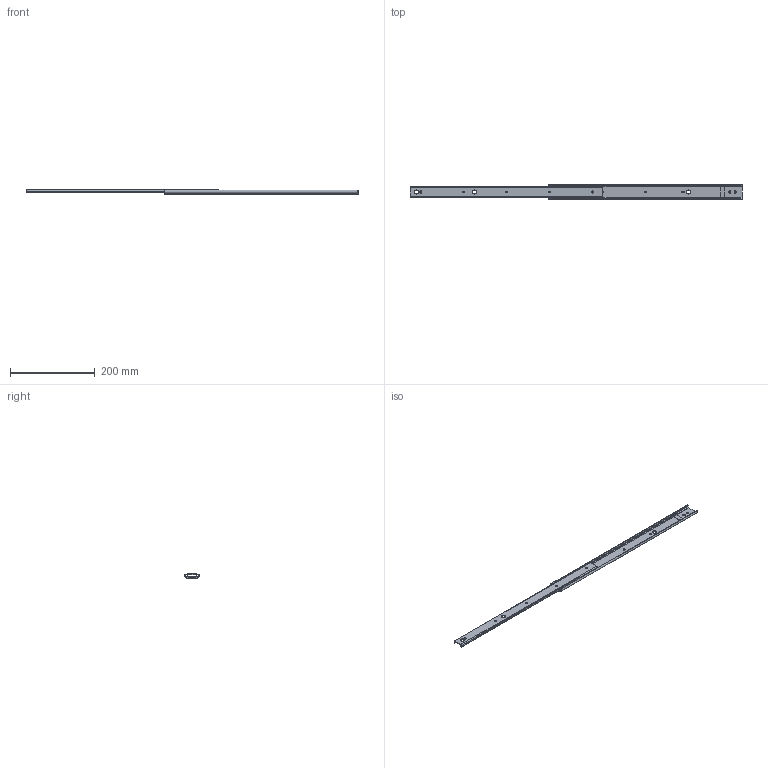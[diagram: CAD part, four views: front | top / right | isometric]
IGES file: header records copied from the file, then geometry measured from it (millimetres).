
Start section: SolidWorks IGES file using analytic representation for surfaces
Global section: file name: K-251-HD-18.IGS,15; native system: HSolidWorks 2014; preprocessor: SolidWorks 2014; author: 1337yo; date: 170509.113101; units: millimetre
Bounding box: 785.2 x 35.3 x 9.6 mm (x, y, z)
Surface area: 74674.6 mm2 (no closed solid volume)
Topology: 0 solids, 0 shells, 123 faces, 1808 edges, 1808 vertices
Faces by surface type: bspline 69, revolution 54
